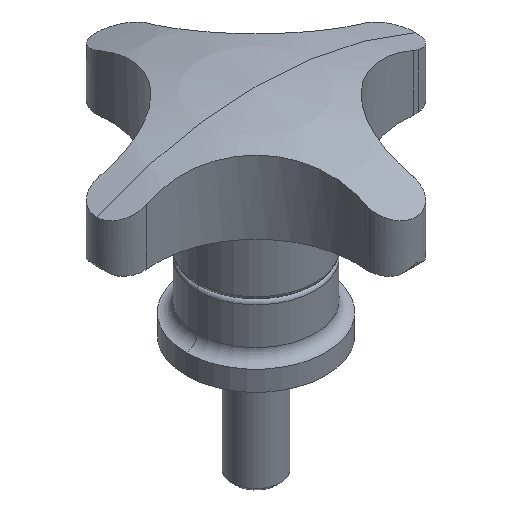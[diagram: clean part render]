
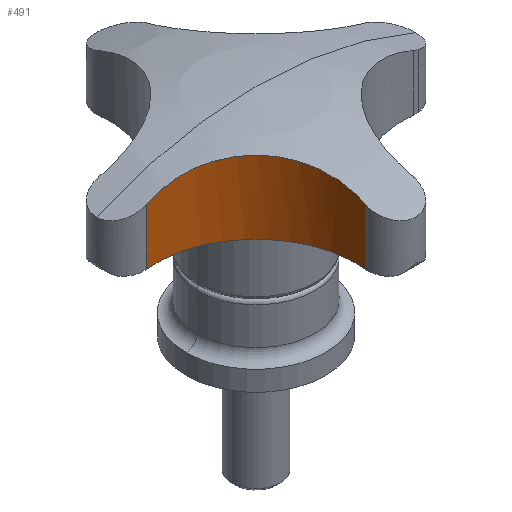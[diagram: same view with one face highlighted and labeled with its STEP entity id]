
A CAD part, isometric view. The second image highlights one B-rep face of the part: STEP entity #491.
In plain terms, the highlighted cylindrical face has radius 25 mm (diameter 50 mm), a partial arc.
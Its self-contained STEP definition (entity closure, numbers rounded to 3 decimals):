
#245=EDGE_CURVE('',#299,#577,#679,.T.);
#253=EDGE_CURVE('',#545,#355,#687,.T.);
#299=VERTEX_POINT('',#746);
#311=EDGE_CURVE('',#299,#355,#761,.T.);
#355=VERTEX_POINT('',#806);
#491=ADVANCED_FACE('',(#954),#955,.F.);
#545=VERTEX_POINT('',#1015);
#549=EDGE_CURVE('',#577,#545,#1019,.T.);
#577=VERTEX_POINT('',#1048);
#679=CIRCLE('',#1196,25.0);
#687=B_SPLINE_CURVE_WITH_KNOTS('',3,(#1208,#1209,#1210,#1211,#1212,#1213,#1214,#1215,#1216,#1217,#1218,#1219,#1220,#1221,#1222,#1223,#1224,#1225,#1226,#1227,#1228,#1229,#1230,#1231,#1232,#1233,#1234,#1235,#1236,#1237,#1238,#1239,#1240,#1241,#1242,#1243,#1244,#1245,#1246,#1247),.UNSPECIFIED.,.F.,.F.,(4,2,2,2,2,2,2,2,2,2,2,2,2,2,2,2,2,2,2,4),(33.818,35.207,37.632,40.056,42.364,44.673,46.981,49.289,51.598,53.906,56.214,58.523,60.89,63.258,65.626,67.994,70.362,72.729,75.097,77.465),.UNSPECIFIED.);
#746=CARTESIAN_POINT('',(-5.969,-33.388,34.0));
#761=LINE('',#1381,#1382);
#806=CARTESIAN_POINT('',(-5.969,-33.388,48.072));
#954=FACE_OUTER_BOUND('',#1719,.T.);
#955=CYLINDRICAL_SURFACE('',#1720,25.0);
#1015=CARTESIAN_POINT('',(-33.388,-5.969,48.072));
#1019=LINE('',#1838,#1839);
#1048=CARTESIAN_POINT('',(-33.388,-5.969,34.0));
#1196=AXIS2_PLACEMENT_3D('',#2202,#2203,#2204);
#1208=CARTESIAN_POINT('',(-33.388,-5.969,48.072));
#1209=CARTESIAN_POINT('',(-32.929,-5.922,48.238));
#1210=CARTESIAN_POINT('',(-32.47,-5.887,48.4));
#1211=CARTESIAN_POINT('',(-31.208,-5.828,48.83));
#1212=CARTESIAN_POINT('',(-30.407,-5.829,49.09));
#1213=CARTESIAN_POINT('',(-28.819,-5.907,49.578));
#1214=CARTESIAN_POINT('',(-28.033,-5.984,49.807));
#1215=CARTESIAN_POINT('',(-26.526,-6.202,50.221));
#1216=CARTESIAN_POINT('',(-25.78,-6.343,50.415));
#1217=CARTESIAN_POINT('',(-24.281,-6.701,50.779));
#1218=CARTESIAN_POINT('',(-23.528,-6.918,50.95));
#1219=CARTESIAN_POINT('',(-22.031,-7.428,51.263));
#1220=CARTESIAN_POINT('',(-21.287,-7.721,51.406));
#1221=CARTESIAN_POINT('',(-19.822,-8.382,51.66));
#1222=CARTESIAN_POINT('',(-19.102,-8.75,51.771));
#1223=CARTESIAN_POINT('',(-17.698,-9.555,51.96));
#1224=CARTESIAN_POINT('',(-17.014,-9.993,52.037));
#1225=CARTESIAN_POINT('',(-15.694,-10.931,52.157));
#1226=CARTESIAN_POINT('',(-15.057,-11.432,52.2));
#1227=CARTESIAN_POINT('',(-13.844,-12.485,52.25));
#1228=CARTESIAN_POINT('',(-13.266,-13.038,52.258));
#1229=CARTESIAN_POINT('',(-12.177,-14.183,52.24));
#1230=CARTESIAN_POINT('',(-11.666,-14.775,52.215));
#1231=CARTESIAN_POINT('',(-10.704,-15.999,52.133));
#1232=CARTESIAN_POINT('',(-10.239,-16.65,52.074));
#1233=CARTESIAN_POINT('',(-9.367,-18.007,51.922));
#1234=CARTESIAN_POINT('',(-8.961,-18.713,51.828));
#1235=CARTESIAN_POINT('',(-8.216,-20.167,51.604));
#1236=CARTESIAN_POINT('',(-7.878,-20.915,51.474));
#1237=CARTESIAN_POINT('',(-7.276,-22.441,51.181));
#1238=CARTESIAN_POINT('',(-7.014,-23.22,51.017));
#1239=CARTESIAN_POINT('',(-6.567,-24.792,50.659));
#1240=CARTESIAN_POINT('',(-6.383,-25.586,50.464));
#1241=CARTESIAN_POINT('',(-6.094,-27.179,50.046));
#1242=CARTESIAN_POINT('',(-5.99,-27.976,49.823));
#1243=CARTESIAN_POINT('',(-5.858,-29.559,49.355));
#1244=CARTESIAN_POINT('',(-5.831,-30.345,49.11));
#1245=CARTESIAN_POINT('',(-5.849,-31.89,48.602));
#1246=CARTESIAN_POINT('',(-5.893,-32.649,48.339));
#1247=CARTESIAN_POINT('',(-5.969,-33.388,48.072));
#1381=CARTESIAN_POINT('',(-5.969,-33.388,34.0));
#1382=VECTOR('',#2351,1.0);
#1719=EDGE_LOOP('',(#2547,#2548,#2549,#2550));
#1720=AXIS2_PLACEMENT_3D('',#2551,#2552,#2553);
#1838=CARTESIAN_POINT('',(-33.388,-5.969,34.0));
#1839=VECTOR('',#2622,1.0);
#2202=CARTESIAN_POINT('',(-30.838,-30.838,34.0));
#2203=DIRECTION('',(0.,0.,1.0));
#2204=DIRECTION('',(0.995,-0.102,0.));
#2351=DIRECTION('',(0.0,0.0,1.0));
#2547=ORIENTED_EDGE('',*,*,#253,.F.);
#2548=ORIENTED_EDGE('',*,*,#549,.F.);
#2549=ORIENTED_EDGE('',*,*,#245,.F.);
#2550=ORIENTED_EDGE('',*,*,#311,.T.);
#2551=CARTESIAN_POINT('',(-30.838,-30.838,34.0));
#2552=DIRECTION('',(-0.0,-0.0,-1.0));
#2553=DIRECTION('',(0.995,-0.102,0.0));
#2622=DIRECTION('',(0.0,0.0,1.0));
